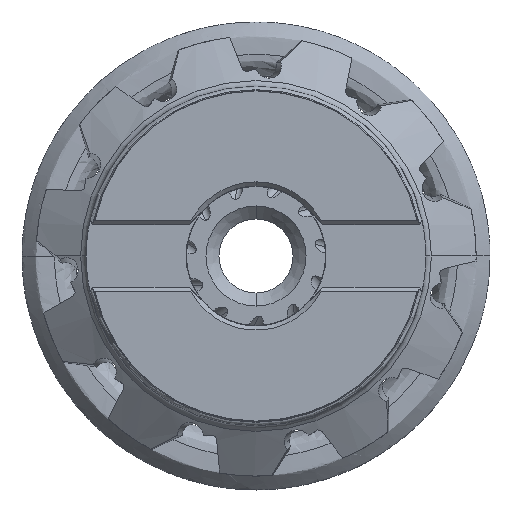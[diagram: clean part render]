
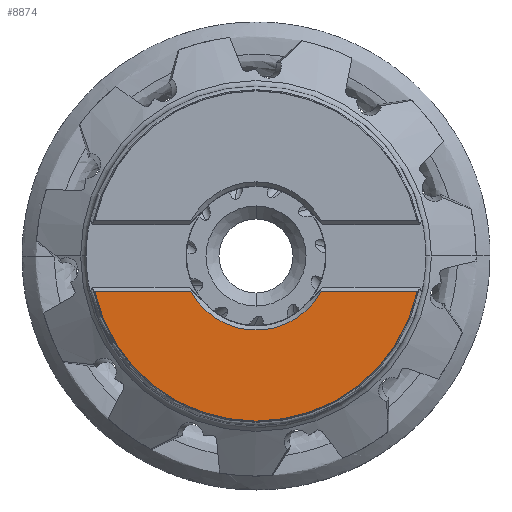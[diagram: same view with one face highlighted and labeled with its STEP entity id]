
A CAD part, left-side view. The second image highlights one B-rep face of the part: STEP entity #8874.
In plain terms, the highlighted planar face has unit normal (-1, 0, 0).
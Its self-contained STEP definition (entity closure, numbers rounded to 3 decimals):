
#355 = AXIS2_PLACEMENT_3D ( 'NONE', #9579, #920, #11039 ) ;
#920 = DIRECTION ( 'NONE',  ( 1., 0., 0. ) ) ;
#1091 = VERTEX_POINT ( 'NONE', #10029 ) ;
#1395 = CARTESIAN_POINT ( 'NONE',  ( -49.1, -55., -8.15 ) ) ;
#1673 = ORIENTED_EDGE ( 'NONE', *, *, #7041, .T. ) ;
#2175 = PLANE ( 'NONE',  #17086 ) ;
#2309 = EDGE_CURVE ( 'NONE', #3287, #5849, #13151, .T. ) ;
#3031 = CARTESIAN_POINT ( 'NONE',  ( -49.1, -37.036, -8.15 ) ) ;
#3172 = VECTOR ( 'NONE', #8445, 1000. ) ;
#3287 = VERTEX_POINT ( 'NONE', #3031 ) ;
#3645 = DIRECTION ( 'NONE',  ( 0., -1., 0. ) ) ;
#4874 = CARTESIAN_POINT ( 'NONE',  ( -49.1, 0., 0. ) ) ;
#5013 = VECTOR ( 'NONE', #15865, 1000. ) ;
#5675 = AXIS2_PLACEMENT_3D ( 'NONE', #4874, #14972, #6324 ) ;
#5849 = VERTEX_POINT ( 'NONE', #6794 ) ;
#6324 = DIRECTION ( 'NONE',  ( 0., -1., 0. ) ) ;
#6794 = CARTESIAN_POINT ( 'NONE',  ( -49.1, 37.036, -8.15 ) ) ;
#6864 = ORIENTED_EDGE ( 'NONE', *, *, #10953, .T. ) ;
#7020 = LINE ( 'NONE', #14185, #3172 ) ;
#7041 = EDGE_CURVE ( 'NONE', #3287, #17288, #8835, .T. ) ;
#7935 = EDGE_CURVE ( 'Kante61', #17288, #1091, #16775, .T. ) ;
#8445 = DIRECTION ( 'NONE',  ( 0., 1., 0. ) ) ;
#8835 = LINE ( 'NONE', #1395, #5013 ) ;
#8874 = ADVANCED_FACE ( 'NONE', ( #15835 ), #2175, .T. ) ;
#9579 = CARTESIAN_POINT ( 'NONE',  ( -49.1, 0., 0. ) ) ;
#10029 = CARTESIAN_POINT ( 'NONE',  ( -49.1, 14.948, -8.15 ) ) ;
#10839 = ORIENTED_EDGE ( 'NONE', *, *, #2309, .F. ) ;
#10953 = EDGE_CURVE ( 'NONE', #1091, #5849, #7020, .T. ) ;
#11039 = DIRECTION ( 'NONE',  ( 0., -1., 0. ) ) ;
#12290 = DIRECTION ( 'NONE',  ( -1., 0., 0. ) ) ;
#12775 = EDGE_LOOP ( 'NONE', ( #1673, #14401, #6864, #10839 ) ) ;
#13006 = CARTESIAN_POINT ( 'NONE',  ( -49.1, -14.948, -8.15 ) ) ;
#13151 = CIRCLE ( 'NONE', #5675, 37.922 ) ;
#14185 = CARTESIAN_POINT ( 'NONE',  ( -49.1, -55., -8.15 ) ) ;
#14401 = ORIENTED_EDGE ( 'NONE', *, *, #7935, .T. ) ;
#14972 = DIRECTION ( 'NONE',  ( 1., 0., 0. ) ) ;
#15835 = FACE_OUTER_BOUND ( 'NONE', #12775, .T. ) ;
#15865 = DIRECTION ( 'NONE',  ( 0., 1., 0. ) ) ;
#16407 = CARTESIAN_POINT ( 'NONE',  ( -49.1, 0., 0. ) ) ;
#16775 = CIRCLE ( 'NONE', #355, 17.025 ) ;
#17086 = AXIS2_PLACEMENT_3D ( 'NONE', #16407, #12290, #3645 ) ;
#17288 = VERTEX_POINT ( 'NONE', #13006 ) ;
